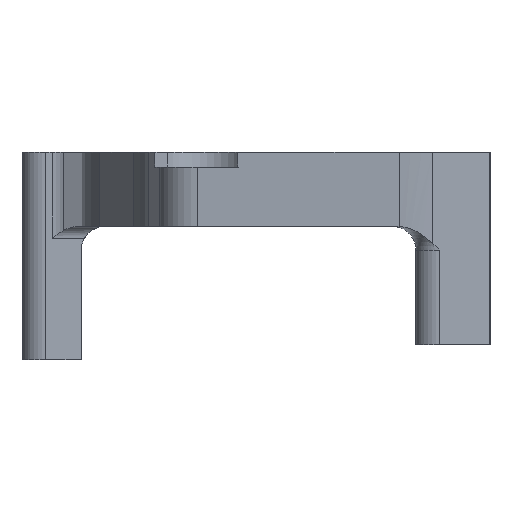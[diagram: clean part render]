
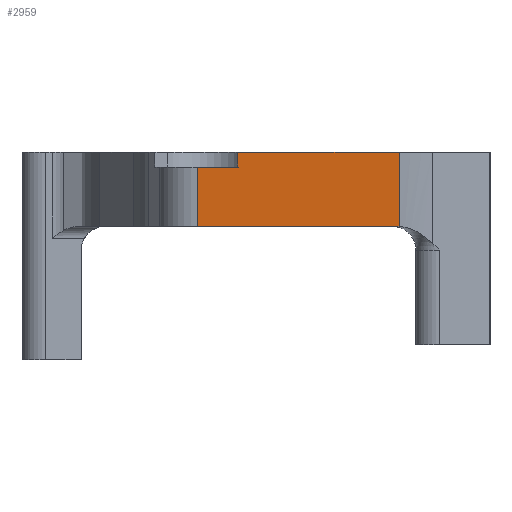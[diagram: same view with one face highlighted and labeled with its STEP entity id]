
A CAD part, left-side view. The second image highlights one B-rep face of the part: STEP entity #2959.
In plain terms, the highlighted planar face has unit normal (-0.994, 0.114, 0).
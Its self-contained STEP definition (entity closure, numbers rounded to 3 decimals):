
#566=B_SPLINE_CURVE_WITH_KNOTS('',3,(#4742,#4743,#4744,#4745),
 .UNSPECIFIED.,.F.,.F.,(4,4),(0.128,0.134),
 .UNSPECIFIED.);
#622=PLANE('',#3212);
#694=FACE_OUTER_BOUND('',#841,.T.);
#841=EDGE_LOOP('',(#2469,#2470,#2471,#2472,#2473,#2474,#2475));
#959=LINE('',#4356,#1176);
#1010=LINE('',#4556,#1227);
#1051=LINE('',#4706,#1268);
#1053=LINE('',#4714,#1270);
#1062=LINE('',#4740,#1279);
#1063=LINE('',#4746,#1280);
#1176=VECTOR('',#3477,10.);
#1227=VECTOR('',#3638,10.);
#1268=VECTOR('',#3767,10.);
#1270=VECTOR('',#3777,10.);
#1279=VECTOR('',#3804,10.);
#1280=VECTOR('',#3805,10.);
#1609=VERTEX_POINT('',#4353);
#1610=VERTEX_POINT('',#4355);
#1687=VERTEX_POINT('',#4553);
#1688=VERTEX_POINT('',#4555);
#1753=VERTEX_POINT('',#4704);
#1755=VERTEX_POINT('',#4712);
#1764=VERTEX_POINT('',#4741);
#1846=EDGE_CURVE('',#1609,#1610,#959,.T.);
#1939=EDGE_CURVE('',#1687,#1688,#1010,.T.);
#2014=EDGE_CURVE('',#1687,#1753,#1051,.T.);
#2018=EDGE_CURVE('',#1753,#1755,#1053,.T.);
#2031=EDGE_CURVE('',#1755,#1610,#1062,.T.);
#2032=EDGE_CURVE('',#1609,#1764,#566,.F.);
#2033=EDGE_CURVE('',#1688,#1764,#1063,.T.);
#2469=ORIENTED_EDGE('',*,*,#2014,.T.);
#2470=ORIENTED_EDGE('',*,*,#2018,.T.);
#2471=ORIENTED_EDGE('',*,*,#2031,.T.);
#2472=ORIENTED_EDGE('',*,*,#1846,.F.);
#2473=ORIENTED_EDGE('',*,*,#2032,.T.);
#2474=ORIENTED_EDGE('',*,*,#2033,.F.);
#2475=ORIENTED_EDGE('',*,*,#1939,.F.);
#2959=ADVANCED_FACE('',(#694),#622,.T.);
#3212=AXIS2_PLACEMENT_3D('',#4739,#3802,#3803);
#3477=DIRECTION('',(0.114,0.994,0.));
#3638=DIRECTION('',(-0.114,-0.994,0.));
#3767=DIRECTION('',(0.,0.,-1.));
#3777=DIRECTION('',(0.114,0.994,0.));
#3802=DIRECTION('center_axis',(-0.994,0.114,0.));
#3803=DIRECTION('ref_axis',(0.114,0.994,0.));
#3804=DIRECTION('',(0.,0.,-1.));
#3805=DIRECTION('',(0.,0.,-1.));
#4353=CARTESIAN_POINT('',(-23.929,-5.576,-2.5));
#4355=CARTESIAN_POINT('',(-23.157,1.17,-2.5));
#4356=CARTESIAN_POINT('',(-23.157,1.17,-2.5));
#4553=CARTESIAN_POINT('',(-23.312,-0.183,0.));
#4555=CARTESIAN_POINT('',(-23.935,-5.634,0.));
#4556=CARTESIAN_POINT('',(-23.157,1.17,0.));
#4704=CARTESIAN_POINT('',(-23.312,-0.183,-0.5));
#4706=CARTESIAN_POINT('',(-23.312,-0.183,0.));
#4712=CARTESIAN_POINT('',(-23.157,1.17,-0.5));
#4714=CARTESIAN_POINT('',(-23.576,-2.491,-0.5));
#4739=CARTESIAN_POINT('Origin',(-24.,-6.2,0.));
#4740=CARTESIAN_POINT('',(-23.157,1.17,0.));
#4741=CARTESIAN_POINT('',(-23.935,-5.634,-2.501));
#4742=CARTESIAN_POINT('Ctrl Pts',(-23.935,-5.634,-2.501));
#4743=CARTESIAN_POINT('Ctrl Pts',(-23.933,-5.614,-2.5));
#4744=CARTESIAN_POINT('Ctrl Pts',(-23.931,-5.595,-2.5));
#4745=CARTESIAN_POINT('Ctrl Pts',(-23.929,-5.576,-2.5));
#4746=CARTESIAN_POINT('',(-23.935,-5.634,0.));
